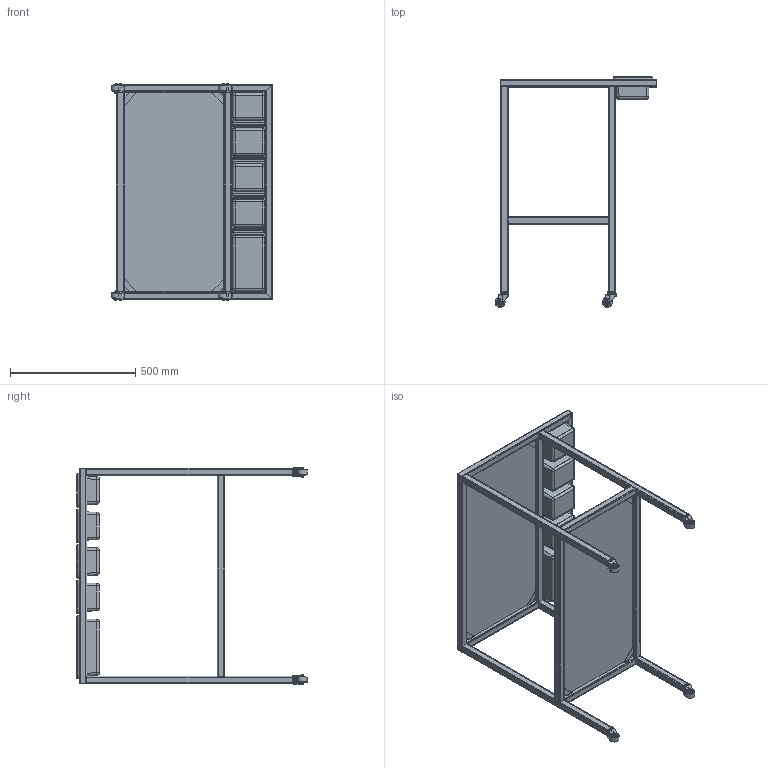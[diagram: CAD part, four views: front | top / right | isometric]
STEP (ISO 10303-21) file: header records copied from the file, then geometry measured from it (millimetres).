
FILE_DESCRIPTION (( 'STEP AP203' ), '1' );
FILE_NAME ('Mixing station.STEP', '2019-12-26T21:24:52', ( '' ), ( '' ), 'SwSTEP 2.0', 'SolidWorks 2016', '' );
FILE_SCHEMA (( 'CONFIG_CONTROL_DESIGN' ));
Length unit declared in the file: millimetre
Products named in the file (1): Mixing station
Bounding box: 646.91 x 919.96 x 866.99 mm (x, y, z)
Volume: 13258364.2 mm3; surface area: 4154396.9 mm2
Topology: 88 solids, 88 shells, 1386 faces, 3139 edges, 1902 vertices
Faces by surface type: plane 657, cylinder 513, cone 96, bspline 80, sphere 40
Entity records: 42823 total; most frequent: CARTESIAN_POINT 12576, DIRECTION 6206, ORIENTED_EDGE 6198, EDGE_CURVE 3099, AXIS2_PLACEMENT_3D 2292, VERTEX_POINT 1902, VECTOR 1622, LINE 1622
